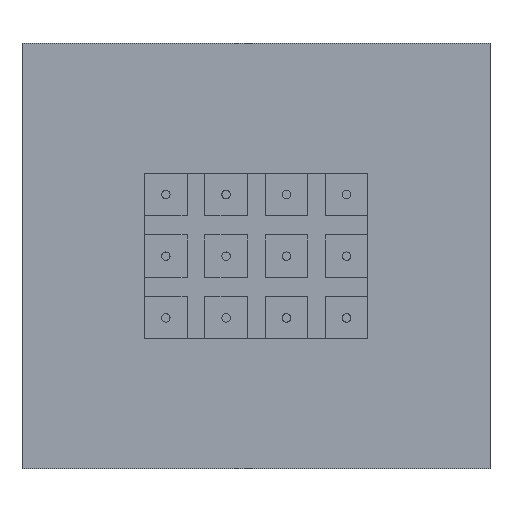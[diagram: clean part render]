
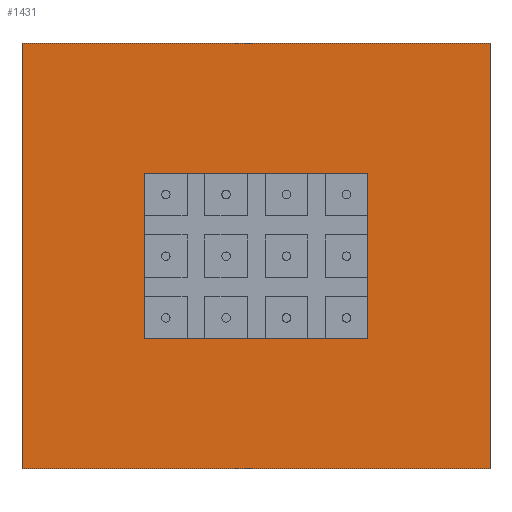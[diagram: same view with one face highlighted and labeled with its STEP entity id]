
A CAD part, top view. The second image highlights one B-rep face of the part: STEP entity #1431.
In plain terms, the highlighted planar face has unit normal (0, 0, 1).
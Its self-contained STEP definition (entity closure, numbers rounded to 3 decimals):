
#29=FACE_BOUND('',#274,.T.);
#97=PLANE('',#1550);
#178=FACE_OUTER_BOUND('',#273,.T.);
#273=EDGE_LOOP('',(#1328,#1329,#1330,#1331));
#274=EDGE_LOOP('',(#1332,#1333,#1334,#1335));
#424=LINE('',#2294,#592);
#427=LINE('',#2299,#595);
#429=LINE('',#2303,#597);
#431=LINE('',#2306,#599);
#434=LINE('',#2315,#602);
#437=LINE('',#2321,#605);
#440=LINE('',#2327,#608);
#443=LINE('',#2331,#611);
#592=VECTOR('',#1892,10.);
#595=VECTOR('',#1897,10.);
#597=VECTOR('',#1901,10.);
#599=VECTOR('',#1905,10.);
#602=VECTOR('',#1912,10.);
#605=VECTOR('',#1917,10.);
#608=VECTOR('',#1922,10.);
#611=VECTOR('',#1927,10.);
#752=VERTEX_POINT('',#2292);
#753=VERTEX_POINT('',#2293);
#754=VERTEX_POINT('',#2298);
#755=VERTEX_POINT('',#2302);
#758=VERTEX_POINT('',#2312);
#759=VERTEX_POINT('',#2314);
#761=VERTEX_POINT('',#2320);
#763=VERTEX_POINT('',#2326);
#936=EDGE_CURVE('',#752,#753,#424,.T.);
#939=EDGE_CURVE('',#754,#752,#427,.T.);
#941=EDGE_CURVE('',#755,#754,#429,.T.);
#943=EDGE_CURVE('',#753,#755,#431,.T.);
#946=EDGE_CURVE('',#759,#758,#434,.T.);
#949=EDGE_CURVE('',#761,#759,#437,.T.);
#952=EDGE_CURVE('',#763,#761,#440,.T.);
#955=EDGE_CURVE('',#758,#763,#443,.T.);
#1328=ORIENTED_EDGE('',*,*,#955,.T.);
#1329=ORIENTED_EDGE('',*,*,#952,.T.);
#1330=ORIENTED_EDGE('',*,*,#949,.T.);
#1331=ORIENTED_EDGE('',*,*,#946,.T.);
#1332=ORIENTED_EDGE('',*,*,#936,.T.);
#1333=ORIENTED_EDGE('',*,*,#943,.T.);
#1334=ORIENTED_EDGE('',*,*,#941,.T.);
#1335=ORIENTED_EDGE('',*,*,#939,.T.);
#1431=ADVANCED_FACE('',(#178,#29),#97,.T.);
#1550=AXIS2_PLACEMENT_3D('',#2332,#1928,#1929);
#1892=DIRECTION('',(0.,1.,0.));
#1897=DIRECTION('',(-1.,0.,0.));
#1901=DIRECTION('',(0.,-1.,0.));
#1905=DIRECTION('',(1.,0.,0.));
#1912=DIRECTION('',(0.,1.,0.));
#1917=DIRECTION('',(1.,0.,0.));
#1922=DIRECTION('',(0.,-1.,0.));
#1927=DIRECTION('',(-1.,0.,0.));
#1928=DIRECTION('center_axis',(0.,0.,1.));
#1929=DIRECTION('ref_axis',(1.,0.,0.));
#2292=CARTESIAN_POINT('',(-2.62,-1.945,3.28));
#2293=CARTESIAN_POINT('',(-2.62,1.945,3.28));
#2294=CARTESIAN_POINT('',(-2.62,-0.973,3.28));
#2298=CARTESIAN_POINT('',(2.62,-1.945,3.28));
#2299=CARTESIAN_POINT('',(1.31,-1.945,3.28));
#2302=CARTESIAN_POINT('',(2.62,1.945,3.28));
#2303=CARTESIAN_POINT('',(2.62,0.973,3.28));
#2306=CARTESIAN_POINT('',(-1.31,1.945,3.28));
#2312=CARTESIAN_POINT('',(5.5,5.,3.28));
#2314=CARTESIAN_POINT('',(5.5,-5.,3.28));
#2315=CARTESIAN_POINT('',(5.5,5.,3.28));
#2320=CARTESIAN_POINT('',(-5.5,-5.,3.28));
#2321=CARTESIAN_POINT('',(5.5,-5.,3.28));
#2326=CARTESIAN_POINT('',(-5.5,5.,3.28));
#2327=CARTESIAN_POINT('',(-5.5,-5.,3.28));
#2331=CARTESIAN_POINT('',(-5.5,5.,3.28));
#2332=CARTESIAN_POINT('Origin',(0.,0.,3.28));
